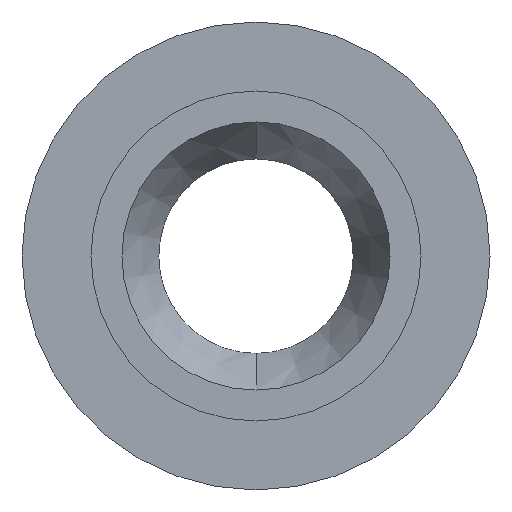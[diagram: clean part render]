
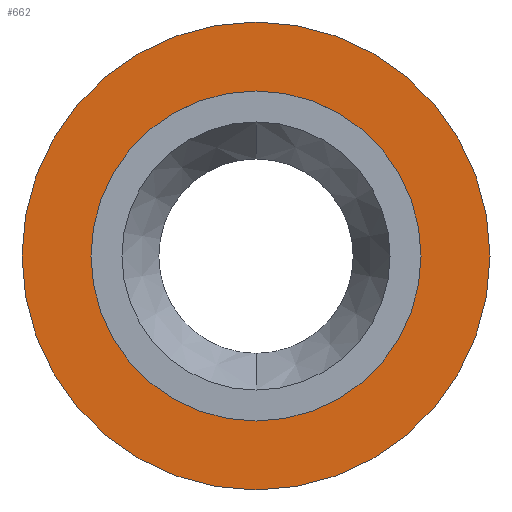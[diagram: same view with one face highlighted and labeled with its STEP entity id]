
A CAD part, top view. The second image highlights one B-rep face of the part: STEP entity #662.
In plain terms, the highlighted planar face has unit normal (0, 0, 1).
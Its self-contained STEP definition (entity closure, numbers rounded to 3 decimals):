
#223=CARTESIAN_POINT('',(0.,0.,0.));
#224=DIRECTION('',(0.,0.,1.));
#225=DIRECTION('',(0.,-1.,0.));
#226=AXIS2_PLACEMENT_3D('',#223,#224,#225);
#231=CARTESIAN_POINT('',(0.,0.,0.));
#232=DIRECTION('',(0.,0.,-1.));
#233=DIRECTION('',(0.,-1.,0.));
#234=AXIS2_PLACEMENT_3D('',#231,#232,#233);
#239=CARTESIAN_POINT('',(0.,0.,0.));
#240=DIRECTION('',(0.,0.,-1.));
#241=DIRECTION('',(0.,-1.,0.));
#242=AXIS2_PLACEMENT_3D('',#239,#240,#241);
#247=CARTESIAN_POINT('',(0.,0.,0.));
#248=DIRECTION('',(0.,0.,-1.));
#249=DIRECTION('',(0.,1.,0.));
#250=AXIS2_PLACEMENT_3D('',#247,#248,#249);
#403=CARTESIAN_POINT('',(0.,-3.97,0.));
#404=CARTESIAN_POINT('',(0.,3.97,0.));
#405=VERTEX_POINT('',#403);
#406=VERTEX_POINT('',#404);
#453=CARTESIAN_POINT('',(0.,-2.8,0.));
#454=CARTESIAN_POINT('',(0.,2.8,0.));
#455=VERTEX_POINT('',#453);
#456=VERTEX_POINT('',#454);
#646=CARTESIAN_POINT('',(0.,0.,0.));
#647=DIRECTION('',(0.,0.,-1.));
#648=DIRECTION('',(0.,1.,0.));
#649=AXIS2_PLACEMENT_3D('',#646,#647,#648);
#650=PLANE('',#649);
#652=ORIENTED_EDGE('',*,*,#651,.F.);
#654=ORIENTED_EDGE('',*,*,#653,.T.);
#655=EDGE_LOOP('',(#652,#654));
#656=FACE_OUTER_BOUND('',#655,.F.);
#658=ORIENTED_EDGE('',*,*,#657,.F.);
#659=ORIENTED_EDGE('',*,*,#636,.F.);
#660=EDGE_LOOP('',(#658,#659));
#661=FACE_BOUND('',#660,.F.);
#227=CIRCLE('',#226,3.97);
#235=CIRCLE('',#234,3.97);
#243=CIRCLE('',#242,2.8);
#251=CIRCLE('',#250,2.8);
#636=EDGE_CURVE('',#456,#455,#251,.T.);
#651=EDGE_CURVE('',#405,#406,#227,.T.);
#653=EDGE_CURVE('',#405,#406,#235,.T.);
#657=EDGE_CURVE('',#455,#456,#243,.T.);
#662=ADVANCED_FACE('',(#656,#661),#650,.F.);
